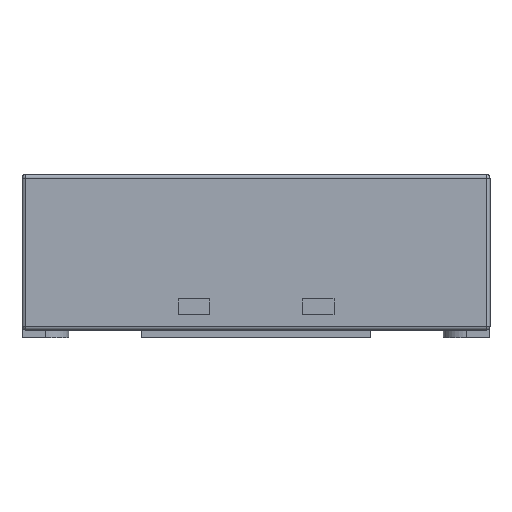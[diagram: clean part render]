
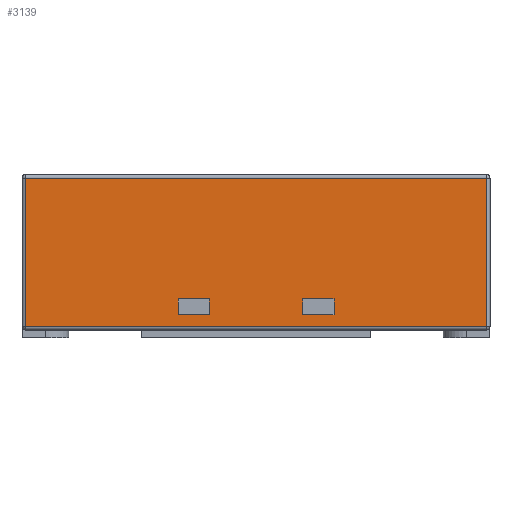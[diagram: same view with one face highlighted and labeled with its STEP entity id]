
A CAD part, left-side view. The second image highlights one B-rep face of the part: STEP entity #3139.
In plain terms, the highlighted planar face has unit normal (-1, 0, 0).
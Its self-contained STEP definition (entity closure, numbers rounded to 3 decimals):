
#141=FACE_BOUND('',#494,.T.);
#142=FACE_BOUND('',#495,.T.);
#375=FACE_OUTER_BOUND('',#493,.T.);
#493=EDGE_LOOP('',(#2682,#2683,#2684,#2685));
#494=EDGE_LOOP('',(#2686,#2687,#2688,#2689));
#495=EDGE_LOOP('',(#2690,#2691,#2692,#2693));
#620=LINE('',#5648,#866);
#621=LINE('',#5650,#867);
#622=LINE('',#5652,#868);
#623=LINE('',#5653,#869);
#624=LINE('',#5657,#870);
#625=LINE('',#5659,#871);
#626=LINE('',#5661,#872);
#627=LINE('',#5662,#873);
#702=LINE('',#5898,#948);
#704=LINE('',#5913,#950);
#707=LINE('',#5923,#953);
#708=LINE('',#5925,#954);
#866=VECTOR('',#3496,10.);
#867=VECTOR('',#3497,10.);
#868=VECTOR('',#3498,10.);
#869=VECTOR('',#3499,10.);
#870=VECTOR('',#3502,10.);
#871=VECTOR('',#3503,10.);
#872=VECTOR('',#3504,10.);
#873=VECTOR('',#3505,10.);
#948=VECTOR('',#3708,10.);
#950=VECTOR('',#3730,10.);
#953=VECTOR('',#3745,10.);
#954=VECTOR('',#3748,10.);
#1302=VERTEX_POINT('',#5646);
#1303=VERTEX_POINT('',#5647);
#1304=VERTEX_POINT('',#5649);
#1305=VERTEX_POINT('',#5651);
#1306=VERTEX_POINT('',#5655);
#1307=VERTEX_POINT('',#5656);
#1308=VERTEX_POINT('',#5658);
#1309=VERTEX_POINT('',#5660);
#1401=VERTEX_POINT('',#5874);
#1405=VERTEX_POINT('',#5889);
#1408=VERTEX_POINT('',#5907);
#1410=VERTEX_POINT('',#5919);
#1725=EDGE_CURVE('',#1302,#1303,#620,.T.);
#1726=EDGE_CURVE('',#1304,#1302,#621,.T.);
#1727=EDGE_CURVE('',#1305,#1304,#622,.T.);
#1728=EDGE_CURVE('',#1303,#1305,#623,.T.);
#1729=EDGE_CURVE('',#1306,#1307,#624,.T.);
#1730=EDGE_CURVE('',#1308,#1306,#625,.T.);
#1731=EDGE_CURVE('',#1309,#1308,#626,.T.);
#1732=EDGE_CURVE('',#1307,#1309,#627,.T.);
#1851=EDGE_CURVE('',#1401,#1405,#702,.T.);
#1859=EDGE_CURVE('',#1408,#1401,#704,.T.);
#1865=EDGE_CURVE('',#1405,#1410,#707,.T.);
#1866=EDGE_CURVE('',#1410,#1408,#708,.T.);
#2682=ORIENTED_EDGE('',*,*,#1851,.F.);
#2683=ORIENTED_EDGE('',*,*,#1859,.F.);
#2684=ORIENTED_EDGE('',*,*,#1866,.F.);
#2685=ORIENTED_EDGE('',*,*,#1865,.F.);
#2686=ORIENTED_EDGE('',*,*,#1732,.T.);
#2687=ORIENTED_EDGE('',*,*,#1731,.T.);
#2688=ORIENTED_EDGE('',*,*,#1730,.T.);
#2689=ORIENTED_EDGE('',*,*,#1729,.T.);
#2690=ORIENTED_EDGE('',*,*,#1728,.T.);
#2691=ORIENTED_EDGE('',*,*,#1727,.T.);
#2692=ORIENTED_EDGE('',*,*,#1726,.T.);
#2693=ORIENTED_EDGE('',*,*,#1725,.T.);
#2985=PLANE('',#3316);
#3139=ADVANCED_FACE('',(#375,#141,#142),#2985,.T.);
#3316=AXIS2_PLACEMENT_3D('',#5942,#3769,#3770);
#3496=DIRECTION('',(0.,1.,0.));
#3497=DIRECTION('',(0.,0.,-1.));
#3498=DIRECTION('',(0.,-1.,0.));
#3499=DIRECTION('',(0.,0.,1.));
#3502=DIRECTION('',(0.,-1.,0.));
#3503=DIRECTION('',(0.,0.,1.));
#3504=DIRECTION('',(0.,1.,0.));
#3505=DIRECTION('',(0.,0.,-1.));
#3708=DIRECTION('',(0.,1.,0.));
#3730=DIRECTION('',(0.,0.,-1.));
#3745=DIRECTION('',(0.,0.,1.));
#3748=DIRECTION('',(0.,-1.,0.));
#3769=DIRECTION('center_axis',(-1.,0.,0.));
#3770=DIRECTION('ref_axis',(0.,-1.,0.));
#5646=CARTESIAN_POINT('',(-1.5,0.3,0.15));
#5647=CARTESIAN_POINT('',(-1.5,0.5,0.15));
#5648=CARTESIAN_POINT('',(-1.5,1.,0.15));
#5649=CARTESIAN_POINT('',(-1.5,0.3,0.25));
#5650=CARTESIAN_POINT('',(-1.5,0.3,0.1));
#5651=CARTESIAN_POINT('',(-1.5,0.5,0.25));
#5652=CARTESIAN_POINT('',(-1.5,0.5,0.25));
#5653=CARTESIAN_POINT('',(-1.5,0.5,0.15));
#5655=CARTESIAN_POINT('',(-1.5,-0.3,0.25));
#5656=CARTESIAN_POINT('',(-1.5,-0.5,0.25));
#5657=CARTESIAN_POINT('',(-1.5,0.5,0.25));
#5658=CARTESIAN_POINT('',(-1.5,-0.3,0.15));
#5659=CARTESIAN_POINT('',(-1.5,-0.3,0.15));
#5660=CARTESIAN_POINT('',(-1.5,-0.5,0.15));
#5661=CARTESIAN_POINT('',(-1.5,-0.3,0.15));
#5662=CARTESIAN_POINT('',(-1.5,-0.5,0.1));
#5874=CARTESIAN_POINT('',(-1.5,-1.475,0.075));
#5889=CARTESIAN_POINT('',(-1.5,1.475,0.075));
#5898=CARTESIAN_POINT('',(-1.5,0.75,0.075));
#5907=CARTESIAN_POINT('',(-1.5,-1.475,1.025));
#5913=CARTESIAN_POINT('',(-1.5,-1.475,0.05));
#5919=CARTESIAN_POINT('',(-1.5,1.475,1.025));
#5923=CARTESIAN_POINT('',(-1.5,1.475,0.05));
#5925=CARTESIAN_POINT('',(-1.5,0.75,1.025));
#5942=CARTESIAN_POINT('Origin',(-1.5,1.5,0.05));
